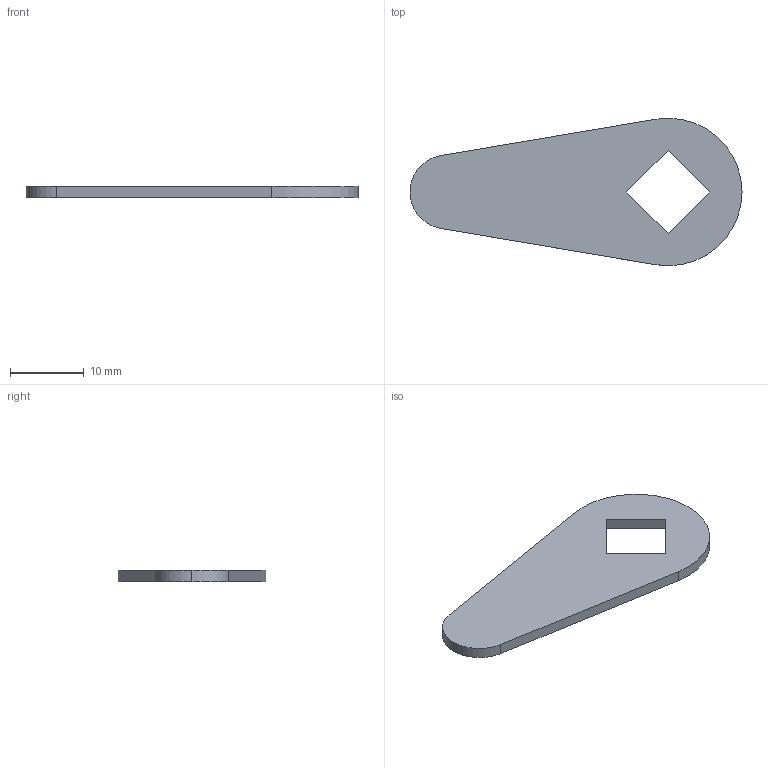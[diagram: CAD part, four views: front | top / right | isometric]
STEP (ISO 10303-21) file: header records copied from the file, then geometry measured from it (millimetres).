
FILE_DESCRIPTION (( 'STEP AP203' ), '1' );
FILE_NAME ('sone3D.STEP', '2013-08-05T09:03:58', ( '' ), ( '' ), 'SwSTEP 2.0', 'SolidWorks 2012', '' );
FILE_SCHEMA (( 'CONFIG_CONTROL_DESIGN' ));
Length unit declared in the file: millimetre
Products named in the file (1): sone3D
Bounding box: 45 x 20 x 1.5 mm (x, y, z)
Volume: 882.9 mm3; surface area: 1387.2 mm2
Topology: 1 solids, 1 shells, 11 faces, 27 edges, 18 vertices
Faces by surface type: plane 8, cylinder 3
Entity records: 408 total; most frequent: DIRECTION 57, CARTESIAN_POINT 57, ORIENTED_EDGE 54, EDGE_CURVE 27, VECTOR 21, LINE 21, AXIS2_PLACEMENT_3D 18, VERTEX_POINT 18
